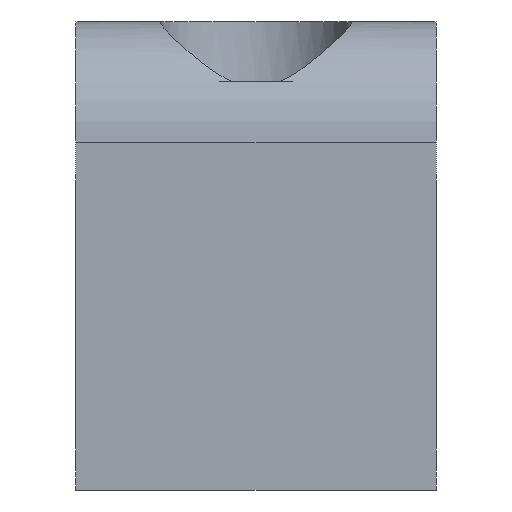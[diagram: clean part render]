
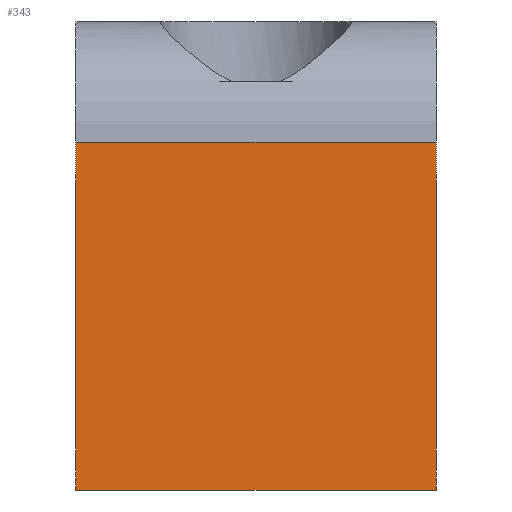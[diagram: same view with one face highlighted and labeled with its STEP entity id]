
A CAD part, front view. The second image highlights one B-rep face of the part: STEP entity #343.
In plain terms, the highlighted planar face has unit normal (0, -1, 0).
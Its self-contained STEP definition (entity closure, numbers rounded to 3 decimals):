
#30=PLANE('',#393);
#48=FACE_OUTER_BOUND('',#70,.T.);
#70=EDGE_LOOP('',(#306,#307,#308,#309));
#78=LINE('',#521,#104);
#84=LINE('',#538,#110);
#87=LINE('',#550,#113);
#93=LINE('',#605,#119);
#104=VECTOR('',#419,10.);
#110=VECTOR('',#435,10.);
#113=VECTOR('',#446,10.);
#119=VECTOR('',#464,10.);
#151=VERTEX_POINT('',#518);
#152=VERTEX_POINT('',#520);
#158=VERTEX_POINT('',#536);
#163=VERTEX_POINT('',#548);
#185=EDGE_CURVE('',#151,#152,#78,.T.);
#194=EDGE_CURVE('',#158,#151,#84,.F.);
#200=EDGE_CURVE('',#158,#163,#87,.T.);
#212=EDGE_CURVE('',#152,#163,#93,.T.);
#306=ORIENTED_EDGE('',*,*,#212,.F.);
#307=ORIENTED_EDGE('',*,*,#185,.F.);
#308=ORIENTED_EDGE('',*,*,#194,.F.);
#309=ORIENTED_EDGE('',*,*,#200,.T.);
#343=ADVANCED_FACE('',(#48),#30,.T.);
#393=AXIS2_PLACEMENT_3D('',#636,#491,#492);
#419=DIRECTION('',(0.,0.,1.));
#435=DIRECTION('',(1.,0.,0.));
#446=DIRECTION('',(0.,0.,1.));
#464=DIRECTION('',(1.,0.,0.));
#491=DIRECTION('center_axis',(0.,-1.,0.));
#492=DIRECTION('ref_axis',(1.,0.,0.));
#518=CARTESIAN_POINT('',(-82.5,35.5,67.6));
#520=CARTESIAN_POINT('',(-82.5,35.5,82.1));
#521=CARTESIAN_POINT('',(-82.5,35.5,67.1));
#536=CARTESIAN_POINT('',(-67.5,35.5,67.6));
#538=CARTESIAN_POINT('',(-78.75,35.5,67.6));
#548=CARTESIAN_POINT('',(-67.5,35.5,82.1));
#550=CARTESIAN_POINT('',(-67.5,35.5,67.1));
#605=CARTESIAN_POINT('',(-78.75,35.5,82.1));
#636=CARTESIAN_POINT('Origin',(-82.5,35.5,67.1));
